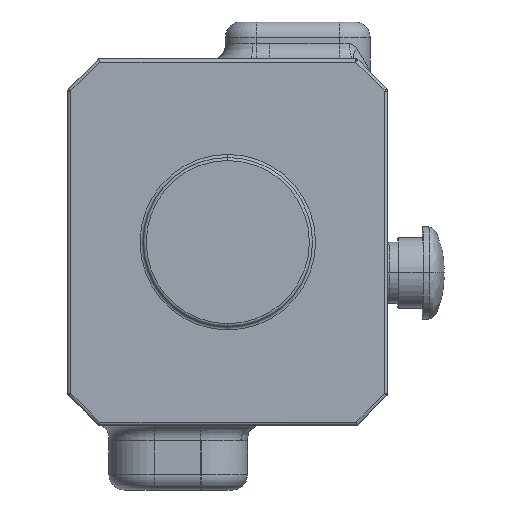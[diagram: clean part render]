
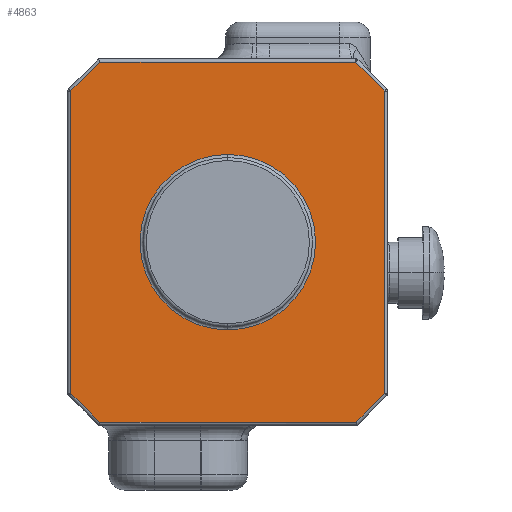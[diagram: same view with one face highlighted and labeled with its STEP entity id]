
A CAD part, left-side view. The second image highlights one B-rep face of the part: STEP entity #4863.
In plain terms, the highlighted planar face has unit normal (-1, 0, 0).
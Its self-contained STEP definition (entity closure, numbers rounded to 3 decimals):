
#140 = CARTESIAN_POINT ( 'NONE',  ( 0., -120.193, -20.114 ) ) ;
#353 = LINE ( 'NONE', #11362, #2918 ) ;
#614 = LINE ( 'NONE', #8521, #6583 ) ;
#737 = AXIS2_PLACEMENT_3D ( 'NONE', #1028, #2003, #5952 ) ;
#853 = DIRECTION ( 'NONE',  ( -1., 0., 0. ) ) ;
#914 = FACE_BOUND ( 'NONE', #11604, .T. ) ;
#991 = VERTEX_POINT ( 'NONE', #9474 ) ;
#1028 = CARTESIAN_POINT ( 'NONE',  ( 0., 0., 0. ) ) ;
#1103 = DIRECTION ( 'NONE',  ( 0., 0.707, 0.707 ) ) ;
#1285 = VERTEX_POINT ( 'NONE', #12249 ) ;
#1363 = CIRCLE ( 'NONE', #737, 28.5 ) ;
#1430 = VECTOR ( 'NONE', #8349, 1000. ) ;
#1696 = LINE ( 'NONE', #5578, #2194 ) ;
#2003 = DIRECTION ( 'NONE',  ( 1., 0., 0. ) ) ;
#2013 = VERTEX_POINT ( 'NONE', #5606 ) ;
#2194 = VECTOR ( 'NONE', #10332, 1000. ) ;
#2238 = VERTEX_POINT ( 'NONE', #6569 ) ;
#2503 = CARTESIAN_POINT ( 'NONE',  ( 0., 50.982, 59.5 ) ) ;
#2625 = CARTESIAN_POINT ( 'NONE',  ( 0., 0., 0. ) ) ;
#2918 = VECTOR ( 'NONE', #8252, 1000. ) ;
#2979 = PLANE ( 'NONE',  #10979 ) ;
#3016 = EDGE_CURVE ( 'NONE', #7931, #1285, #5967, .T. ) ;
#3160 = CARTESIAN_POINT ( 'NONE',  ( 0., -79.633, 179.68 ) ) ;
#3400 = EDGE_CURVE ( 'NONE', #991, #8138, #1363, .T. ) ;
#3707 = EDGE_CURVE ( 'NONE', #9291, #8870, #10940, .T. ) ;
#4106 = VECTOR ( 'NONE', #9069, 1000. ) ;
#4146 = AXIS2_PLACEMENT_3D ( 'NONE', #2625, #11516, #10370 ) ;
#4147 = VECTOR ( 'NONE', #11035, 1000. ) ;
#4166 = ORIENTED_EDGE ( 'NONE', *, *, #12370, .T. ) ;
#4395 = LINE ( 'NONE', #2503, #1430 ) ;
#4584 = CARTESIAN_POINT ( 'NONE',  ( 0., 41.566, -58.5 ) ) ;
#4811 = CARTESIAN_POINT ( 'NONE',  ( 0., 50.982, -49.086 ) ) ;
#4863 = ADVANCED_FACE ( 'NONE', ( #914, #11871 ), #2979, .T. ) ;
#4931 = ORIENTED_EDGE ( 'NONE', *, *, #12160, .T. ) ;
#5062 = CARTESIAN_POINT ( 'NONE',  ( 0., -179.693, 79.605 ) ) ;
#5387 = VECTOR ( 'NONE', #1103, 1000. ) ;
#5470 = DIRECTION ( 'NONE',  ( 0., 1., 0. ) ) ;
#5578 = CARTESIAN_POINT ( 'NONE',  ( 0., -50.982, 49.5 ) ) ;
#5606 = CARTESIAN_POINT ( 'NONE',  ( 0., 50.982, 49.086 ) ) ;
#5789 = EDGE_LOOP ( 'NONE', ( #9231, #5964, #11888, #8812, #8077, #4931, #4166, #8171 ) ) ;
#5847 = EDGE_CURVE ( 'NONE', #1285, #12444, #1696, .T. ) ;
#5952 = DIRECTION ( 'NONE',  ( 0., 0., 1. ) ) ;
#5964 = ORIENTED_EDGE ( 'NONE', *, *, #3016, .T. ) ;
#5967 = LINE ( 'NONE', #5062, #4147 ) ;
#6153 = ORIENTED_EDGE ( 'NONE', *, *, #11680, .T. ) ;
#6333 = VECTOR ( 'NONE', #11724, 1000. ) ;
#6569 = CARTESIAN_POINT ( 'NONE',  ( 0., -41.566, 58.5 ) ) ;
#6583 = VECTOR ( 'NONE', #5470, 1000. ) ;
#6588 = ORIENTED_EDGE ( 'NONE', *, *, #3400, .T. ) ;
#7178 = LINE ( 'NONE', #3160, #4106 ) ;
#7393 = EDGE_CURVE ( 'NONE', #8870, #7931, #353, .T. ) ;
#7694 = VERTEX_POINT ( 'NONE', #11588 ) ;
#7720 = CARTESIAN_POINT ( 'NONE',  ( 0., -199.794, 59.5 ) ) ;
#7865 = CIRCLE ( 'NONE', #4146, 28.5 ) ;
#7931 = VERTEX_POINT ( 'NONE', #9501 ) ;
#8063 = CARTESIAN_POINT ( 'NONE',  ( 0., 0., -28.5 ) ) ;
#8077 = ORIENTED_EDGE ( 'NONE', *, *, #11817, .T. ) ;
#8138 = VERTEX_POINT ( 'NONE', #8063 ) ;
#8171 = ORIENTED_EDGE ( 'NONE', *, *, #3707, .T. ) ;
#8252 = DIRECTION ( 'NONE',  ( 0., -1., 0. ) ) ;
#8349 = DIRECTION ( 'NONE',  ( 0., 0., -1. ) ) ;
#8521 = CARTESIAN_POINT ( 'NONE',  ( 0., -199.794, 58.5 ) ) ;
#8812 = ORIENTED_EDGE ( 'NONE', *, *, #11348, .T. ) ;
#8870 = VERTEX_POINT ( 'NONE', #4584 ) ;
#9069 = DIRECTION ( 'NONE',  ( 0., 0.707, -0.707 ) ) ;
#9213 = LINE ( 'NONE', #140, #5387 ) ;
#9231 = ORIENTED_EDGE ( 'NONE', *, *, #7393, .T. ) ;
#9291 = VERTEX_POINT ( 'NONE', #4811 ) ;
#9474 = CARTESIAN_POINT ( 'NONE',  ( 0., 0., 28.5 ) ) ;
#9501 = CARTESIAN_POINT ( 'NONE',  ( 0., -41.566, -58.5 ) ) ;
#10332 = DIRECTION ( 'NONE',  ( 0., 0., 1. ) ) ;
#10370 = DIRECTION ( 'NONE',  ( 0., 0., 1. ) ) ;
#10940 = LINE ( 'NONE', #12689, #6333 ) ;
#10979 = AXIS2_PLACEMENT_3D ( 'NONE', #7720, #853, #11616 ) ;
#11035 = DIRECTION ( 'NONE',  ( 0., -0.707, 0.707 ) ) ;
#11348 = EDGE_CURVE ( 'NONE', #12444, #2238, #9213, .T. ) ;
#11362 = CARTESIAN_POINT ( 'NONE',  ( 0., -41.998, -58.5 ) ) ;
#11516 = DIRECTION ( 'NONE',  ( 1., 0., 0. ) ) ;
#11588 = CARTESIAN_POINT ( 'NONE',  ( 0., 41.566, 58.5 ) ) ;
#11604 = EDGE_LOOP ( 'NONE', ( #6588, #6153 ) ) ;
#11616 = DIRECTION ( 'NONE',  ( 0., 0., 1. ) ) ;
#11680 = EDGE_CURVE ( 'NONE', #8138, #991, #7865, .T. ) ;
#11724 = DIRECTION ( 'NONE',  ( 0., -0.707, -0.707 ) ) ;
#11817 = EDGE_CURVE ( 'NONE', #2238, #7694, #614, .T. ) ;
#11871 = FACE_OUTER_BOUND ( 'NONE', #5789, .T. ) ;
#11888 = ORIENTED_EDGE ( 'NONE', *, *, #5847, .T. ) ;
#12160 = EDGE_CURVE ( 'NONE', #7694, #2013, #7178, .T. ) ;
#12249 = CARTESIAN_POINT ( 'NONE',  ( 0., -50.982, -49.086 ) ) ;
#12370 = EDGE_CURVE ( 'NONE', #2013, #9291, #4395, .T. ) ;
#12444 = VERTEX_POINT ( 'NONE', #12622 ) ;
#12622 = CARTESIAN_POINT ( 'NONE',  ( 0., -50.982, 49.086 ) ) ;
#12689 = CARTESIAN_POINT ( 'NONE',  ( 0., -20.133, -120.19 ) ) ;
